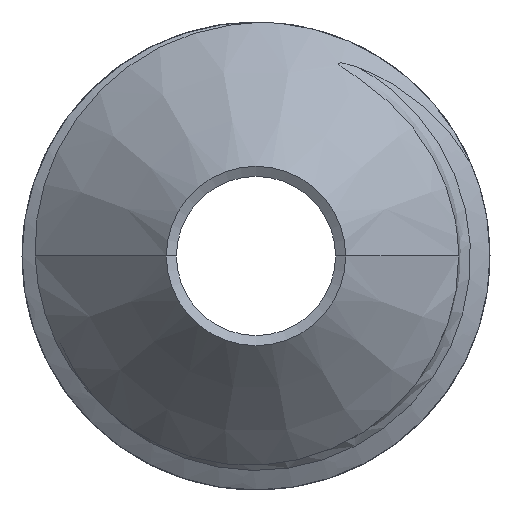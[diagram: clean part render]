
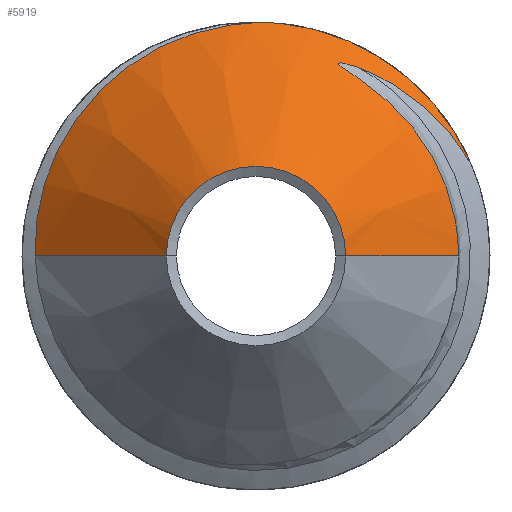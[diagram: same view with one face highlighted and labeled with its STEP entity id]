
A CAD part, left-side view. The second image highlights one B-rep face of the part: STEP entity #5919.
In plain terms, the highlighted conical face has half-angle 45 degrees and reference radius 1.038 mm.
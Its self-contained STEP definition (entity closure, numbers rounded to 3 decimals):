
#982=CARTESIAN_POINT('',(0.925,0.,0.));
#983=DIRECTION('',(1.,0.,0.));
#984=DIRECTION('',(0.,-0.094,0.996));
#985=AXIS2_PLACEMENT_3D('',#982,#983,#984);
#2462=CARTESIAN_POINT('',(0.841,1.416,0.));
#2463=CARTESIAN_POINT('',(0.844,1.419,
0.079));
#2464=CARTESIAN_POINT('',(0.849,1.411,
0.237));
#2465=CARTESIAN_POINT('',(0.858,1.359,
0.474));
#2466=CARTESIAN_POINT('',(0.866,1.269,
0.698));
#2467=CARTESIAN_POINT('',(0.875,1.144,
0.901));
#2468=CARTESIAN_POINT('',(0.883,0.983,
1.086));
#2469=CARTESIAN_POINT('',(0.892,0.791,
1.243));
#2470=CARTESIAN_POINT('',(0.9,0.576,
1.365));
#2471=CARTESIAN_POINT('',(0.908,0.347,
1.449));
#2472=CARTESIAN_POINT('',(0.917,0.105,
1.495));
#2473=CARTESIAN_POINT('',(0.922,-0.059,
1.498));
#2474=CARTESIAN_POINT('',(0.925,-0.141,1.493));
#2481=DIRECTION('',(0.707,0.707,0.));
#2482=VECTOR('',#2481,1.189);
#2483=CARTESIAN_POINT('',(0.,0.575,0.));
#2484=LINE('',#2483,#2482);
#2485=DIRECTION('',(0.707,-0.707,0.));
#2486=VECTOR('',#2485,1.024);
#2487=CARTESIAN_POINT('',(0.,-0.575,0.));
#2488=LINE('',#2487,#2486);
#2489=CARTESIAN_POINT('',(0.,0.,0.));
#2490=DIRECTION('',(1.,0.,0.));
#2491=DIRECTION('',(0.,1.,0.));
#2492=AXIS2_PLACEMENT_3D('',#2489,#2490,#2491);
#2494=CARTESIAN_POINT('',(0.925,-1.377,0.595));
#2495=CARTESIAN_POINT('',(0.917,-1.343,
0.652));
#2496=CARTESIAN_POINT('',(0.9,-1.269,
0.76));
#2497=CARTESIAN_POINT('',(0.876,-1.14,
0.904));
#2498=CARTESIAN_POINT('',(0.851,-0.992,
1.03));
#2499=CARTESIAN_POINT('',(0.825,-0.83,
1.133));
#2500=CARTESIAN_POINT('',(0.808,-0.716,
1.186));
#2501=CARTESIAN_POINT('',(0.8,-0.658,1.208));
#2815=CARTESIAN_POINT('',(0.8,-0.658,1.208));
#2816=CARTESIAN_POINT('',(0.799,-0.653,
1.209));
#2817=CARTESIAN_POINT('',(0.798,-0.643,
1.213));
#2818=CARTESIAN_POINT('',(0.796,-0.63,
1.217));
#2819=CARTESIAN_POINT('',(0.794,-0.618,
1.221));
#2820=CARTESIAN_POINT('',(0.792,-0.607,
1.225));
#2821=CARTESIAN_POINT('',(0.79,-0.597,
1.228));
#2822=CARTESIAN_POINT('',(0.788,-0.588,
1.23));
#2823=CARTESIAN_POINT('',(0.787,-0.579,
1.232));
#2824=CARTESIAN_POINT('',(0.785,-0.571,
1.234));
#2825=CARTESIAN_POINT('',(0.783,-0.563,
1.236));
#2826=CARTESIAN_POINT('',(0.781,-0.556,
1.237));
#2827=CARTESIAN_POINT('',(0.779,-0.549,
1.237));
#2828=CARTESIAN_POINT('',(0.777,-0.543,
1.238));
#2829=CARTESIAN_POINT('',(0.774,-0.538,
1.238));
#2830=CARTESIAN_POINT('',(0.772,-0.533,
1.237));
#2831=CARTESIAN_POINT('',(0.768,-0.53,
1.235));
#2832=CARTESIAN_POINT('',(0.765,-0.529,
1.231));
#2833=CARTESIAN_POINT('',(0.763,-0.532,
1.227));
#2834=CARTESIAN_POINT('',(0.761,-0.535,
1.224));
#2835=CARTESIAN_POINT('',(0.759,-0.538,
1.221));
#2836=CARTESIAN_POINT('',(0.757,-0.542,
1.217));
#2837=CARTESIAN_POINT('',(0.756,-0.547,
1.214));
#2838=CARTESIAN_POINT('',(0.755,-0.552,
1.21));
#2839=CARTESIAN_POINT('',(0.753,-0.557,
1.206));
#2840=CARTESIAN_POINT('',(0.752,-0.563,
1.202));
#2841=CARTESIAN_POINT('',(0.751,-0.57,
1.197));
#2842=CARTESIAN_POINT('',(0.75,-0.577,
1.192));
#2843=CARTESIAN_POINT('',(0.748,-0.585,1.187));
#2844=CARTESIAN_POINT('',(0.747,-0.594,
1.181));
#2845=CARTESIAN_POINT('',(0.746,-0.603,
1.175));
#2846=CARTESIAN_POINT('',(0.745,-0.613,
1.169));
#2847=CARTESIAN_POINT('',(0.744,-0.624,
1.162));
#2848=CARTESIAN_POINT('',(0.742,-0.635,
1.154));
#2849=CARTESIAN_POINT('',(0.741,-0.648,
1.146));
#2850=CARTESIAN_POINT('',(0.74,-0.662,
1.136));
#2851=CARTESIAN_POINT('',(0.739,-0.677,
1.126));
#2852=CARTESIAN_POINT('',(0.738,-0.692,
1.115));
#2853=CARTESIAN_POINT('',(0.737,-0.709,
1.104));
#2854=CARTESIAN_POINT('',(0.735,-0.726,
1.091));
#2855=CARTESIAN_POINT('',(0.734,-0.744,
1.078));
#2856=CARTESIAN_POINT('',(0.733,-0.762,
1.064));
#2857=CARTESIAN_POINT('',(0.732,-0.781,
1.049));
#2858=CARTESIAN_POINT('',(0.731,-0.801,
1.032));
#2859=CARTESIAN_POINT('',(0.731,-0.822,
1.015));
#2860=CARTESIAN_POINT('',(0.73,-0.844,
0.995));
#2861=CARTESIAN_POINT('',(0.729,-0.867,
0.974));
#2862=CARTESIAN_POINT('',(0.728,-0.893,
0.949));
#2863=CARTESIAN_POINT('',(0.727,-0.92,
0.922));
#2864=CARTESIAN_POINT('',(0.726,-0.948,
0.891));
#2865=CARTESIAN_POINT('',(0.725,-0.979,
0.856));
#2866=CARTESIAN_POINT('',(0.725,-1.012,
0.816));
#2867=CARTESIAN_POINT('',(0.724,-1.046,
0.771));
#2868=CARTESIAN_POINT('',(0.723,-1.081,
0.72));
#2869=CARTESIAN_POINT('',(0.723,-1.117,
0.663));
#2870=CARTESIAN_POINT('',(0.722,-1.152,
0.597));
#2871=CARTESIAN_POINT('',(0.722,-1.188,
0.524));
#2872=CARTESIAN_POINT('',(0.722,-1.221,
0.441));
#2873=CARTESIAN_POINT('',(0.722,-1.251,
0.347));
#2874=CARTESIAN_POINT('',(0.722,-1.276,
0.243));
#2875=CARTESIAN_POINT('',(0.723,-1.294,
0.127));
#2876=CARTESIAN_POINT('',(0.724,-1.299,
0.043));
#2877=CARTESIAN_POINT('',(0.724,-1.299,
0.));
#3171=CARTESIAN_POINT('',(0.,0.575,0.));
#3172=CARTESIAN_POINT('',(0.841,1.416,0.));
#3173=VERTEX_POINT('',#3171);
#3174=VERTEX_POINT('',#3172);
#3175=CARTESIAN_POINT('',(0.,-0.575,0.));
#3176=CARTESIAN_POINT('',(0.724,-1.299,
0.));
#3177=VERTEX_POINT('',#3175);
#3178=VERTEX_POINT('',#3176);
#3211=CARTESIAN_POINT('',(0.925,-0.141,1.493));
#3212=CARTESIAN_POINT('',(0.925,-1.377,0.595));
#3213=VERTEX_POINT('',#3211);
#3214=VERTEX_POINT('',#3212);
#3233=VERTEX_POINT('',#2501);
#5902=CARTESIAN_POINT('',(0.463,0.,0.));
#5903=DIRECTION('',(1.,0.,0.));
#5904=DIRECTION('',(0.,-1.,0.));
#5905=AXIS2_PLACEMENT_3D('',#5902,#5903,#5904);
#5906=CONICAL_SURFACE('',#5905,1.038,45.);
#5907=ORIENTED_EDGE('',*,*,#5890,.T.);
#5908=ORIENTED_EDGE('',*,*,#5880,.T.);
#5909=ORIENTED_EDGE('',*,*,#3504,.T.);
#5911=ORIENTED_EDGE('',*,*,#5910,.T.);
#5913=ORIENTED_EDGE('',*,*,#5912,.T.);
#5914=ORIENTED_EDGE('',*,*,#5894,.F.);
#5916=ORIENTED_EDGE('',*,*,#5915,.F.);
#5917=EDGE_LOOP('',(#5907,#5908,#5909,#5911,#5913,#5914,#5916));
#5918=FACE_OUTER_BOUND('',#5917,.F.);
#986=CIRCLE('',#985,1.5);
#2475=B_SPLINE_CURVE_WITH_KNOTS('',3,(#2462,#2463,#2464,#2465,#2466,#2467,#2468,
#2469,#2470,#2471,#2472,#2473,#2474),.UNSPECIFIED.,.F.,.F.,(4,1,1,1,1,1,1,1,1,1,
4),(0.,0.1,0.2,0.3,0.4,0.5,0.6,0.7,0.8,0.9,1.),
.UNSPECIFIED.);
#2493=CIRCLE('',#2492,0.575);
#2502=B_SPLINE_CURVE_WITH_KNOTS('',3,(#2494,#2495,#2496,#2497,#2498,#2499,#2500,
#2501),.UNSPECIFIED.,.F.,.F.,(4,1,1,1,1,4),(0.,0.2,0.4,0.6,0.8,1.),
.UNSPECIFIED.);
#2878=B_SPLINE_CURVE_WITH_KNOTS('',3,(#2815,#2816,#2817,#2818,#2819,#2820,#2821,
#2822,#2823,#2824,#2825,#2826,#2827,#2828,#2829,#2830,#2831,#2832,#2833,#2834,
#2835,#2836,#2837,#2838,#2839,#2840,#2841,#2842,#2843,#2844,#2845,#2846,#2847,
#2848,#2849,#2850,#2851,#2852,#2853,#2854,#2855,#2856,#2857,#2858,#2859,#2860,
#2861,#2862,#2863,#2864,#2865,#2866,#2867,#2868,#2869,#2870,#2871,#2872,#2873,
#2874,#2875,#2876,#2877),.UNSPECIFIED.,.F.,.F.,(4,1,1,1,1,1,1,1,1,1,1,1,1,1,1,1,
1,1,1,1,1,1,1,1,1,1,1,1,1,1,1,1,1,1,1,1,1,1,1,1,1,1,1,1,1,1,1,1,1,1,1,1,1,1,1,1,
1,1,1,1,4),(0.,0.017,0.033,0.05,0.067,
0.083,0.1,0.117,0.133,0.15,
0.167,0.183,0.2,0.217,0.233,
0.25,0.267,0.283,0.3,0.317,
0.333,0.35,0.367,0.383,0.4,
0.417,0.433,0.45,0.467,0.483,
0.5,0.517,0.533,0.55,0.567,
0.583,0.6,0.617,0.633,0.65,
0.667,0.683,0.7,0.717,0.733,
0.75,0.767,0.783,0.8,0.817,
0.833,0.85,0.867,0.883,0.9,
0.917,0.933,0.95,0.967,0.983,
1.),.UNSPECIFIED.);
#3504=EDGE_CURVE('',#3213,#3214,#986,.T.);
#5880=EDGE_CURVE('',#3174,#3213,#2475,.T.);
#5890=EDGE_CURVE('',#3173,#3174,#2484,.T.);
#5894=EDGE_CURVE('',#3177,#3178,#2488,.T.);
#5910=EDGE_CURVE('',#3214,#3233,#2502,.T.);
#5912=EDGE_CURVE('',#3233,#3178,#2878,.T.);
#5915=EDGE_CURVE('',#3173,#3177,#2493,.T.);
#5919=ADVANCED_FACE('',(#5918),#5906,.T.);
